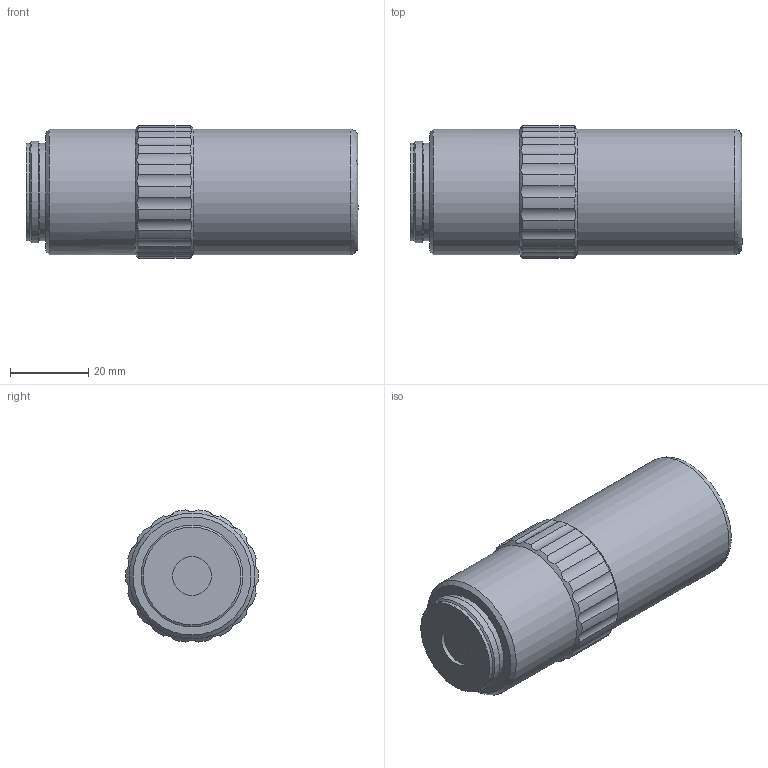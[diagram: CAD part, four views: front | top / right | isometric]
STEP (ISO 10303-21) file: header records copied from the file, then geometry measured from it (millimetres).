
FILE_DESCRIPTION (( 'STEP AP214' ), '1' );
FILE_NAME ('690055.STEP', '2025-02-10T03:40:34', ( 'Windows User' ), ( 'P R C' ), 'SwSTEP 2.0', 'SolidWorks 2020', '' );
FILE_SCHEMA (( 'AUTOMOTIVE_DESIGN' ));
Length unit declared in the file: millimetre
Products named in the file (1): 690055
Bounding box: 85 x 33.99 x 33.86 mm (x, y, z)
Volume: 68351.7 mm3; surface area: 10284.2 mm2
Topology: 1 solids, 1 shells, 55 faces, 147 edges, 98 vertices
Faces by surface type: cylinder 43, plane 6, cone 5, bspline 1
Full cylindrical faces by diameter (mm): 10 x1, 15 x1, 25 x2, 26 x1, 32.2 x2
Entity records: 2663 total; most frequent: CARTESIAN_POINT 778, ORIENTED_EDGE 254, DIRECTION 250, EDGE_CURVE 127, AXIS2_PLACEMENT_3D 107, VERTEX_POINT 91, EDGE_LOOP 72, FACE_OUTER_BOUND 63
